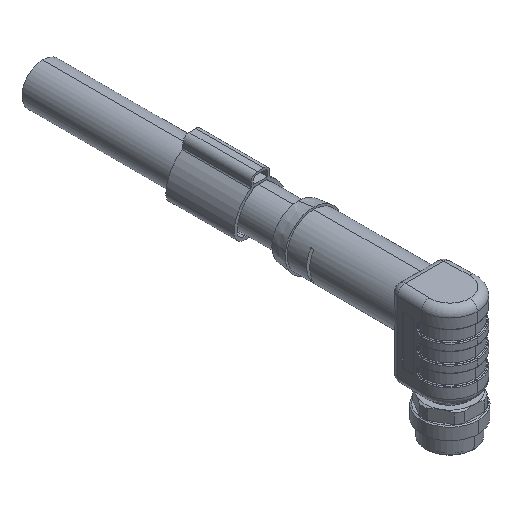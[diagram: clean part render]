
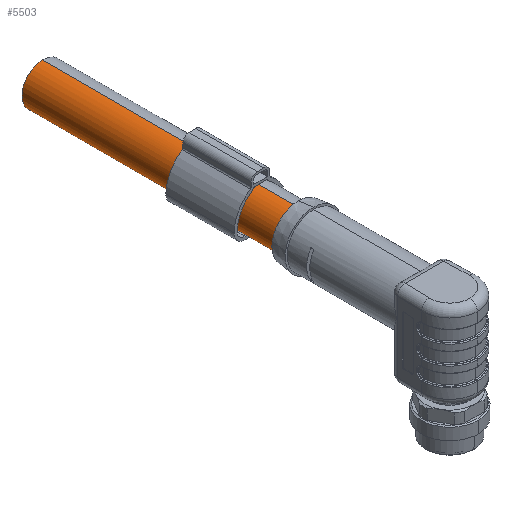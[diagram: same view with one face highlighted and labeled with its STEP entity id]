
A CAD part, isometric view. The second image highlights one B-rep face of the part: STEP entity #5503.
In plain terms, the highlighted cylindrical face has radius 5.5 mm (diameter 11 mm), a partial arc.
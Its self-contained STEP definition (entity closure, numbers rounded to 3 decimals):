
#5481=AXIS2_PLACEMENT_3D('Cylinder Axis2P3D',#5478,#5479,#5480) ;
#5485=AXIS2_PLACEMENT_3D('Circle Axis2P3D',#5483,#5484,$) ;
#5492=AXIS2_PLACEMENT_3D('Circle Axis2P3D',#5490,#5491,$) ;
#5331=CARTESIAN_POINT('Vertex',(7.441,47.5,33.2)) ;
#5335=CARTESIAN_POINT('Control Point',(7.441,47.5,33.2)) ;
#5336=CARTESIAN_POINT('Control Point',(6.878,47.5,33.194)) ;
#5337=CARTESIAN_POINT('Control Point',(6.317,47.5,33.116)) ;
#5338=CARTESIAN_POINT('Control Point',(5.768,47.5,32.966)) ;
#5339=CARTESIAN_POINT('Control Point',(4.71,47.5,32.525)) ;
#5340=CARTESIAN_POINT('Control Point',(3.798,47.5,31.829)) ;
#5341=CARTESIAN_POINT('Control Point',(3.386,47.5,31.419)) ;
#5342=CARTESIAN_POINT('Control Point',(2.68,47.5,30.501)) ;
#5343=CARTESIAN_POINT('Control Point',(2.232,47.5,29.432)) ;
#5344=CARTESIAN_POINT('Control Point',(2.08,47.5,28.871)) ;
#5345=CARTESIAN_POINT('Control Point',(1.925,47.5,27.723)) ;
#5346=CARTESIAN_POINT('Control Point',(2.07,47.5,26.573)) ;
#5347=CARTESIAN_POINT('Control Point',(2.218,47.5,26.011)) ;
#5348=CARTESIAN_POINT('Control Point',(2.657,47.5,24.939)) ;
#5349=CARTESIAN_POINT('Control Point',(3.356,47.5,24.015)) ;
#5350=CARTESIAN_POINT('Control Point',(3.764,47.5,23.602)) ;
#5351=CARTESIAN_POINT('Control Point',(4.68,47.5,22.891)) ;
#5352=CARTESIAN_POINT('Control Point',(5.747,47.5,22.439)) ;
#5353=CARTESIAN_POINT('Control Point',(6.307,47.5,22.285)) ;
#5354=CARTESIAN_POINT('Control Point',(6.89,47.5,22.204)) ;
#5355=CARTESIAN_POINT('Control Point',(7.473,47.5,22.2)) ;
#5356=CARTESIAN_POINT('Control Point',(7.482,47.5,22.2)) ;
#5357=CARTESIAN_POINT('Control Point',(7.491,47.5,22.2)) ;
#5358=CARTESIAN_POINT('Control Point',(7.5,47.5,22.2)) ;
#5359=CARTESIAN_POINT('Vertex',(7.5,47.5,22.2)) ;
#5363=CARTESIAN_POINT('Control Point',(7.5,47.5,22.2)) ;
#5364=CARTESIAN_POINT('Control Point',(7.512,47.5,22.2)) ;
#5365=CARTESIAN_POINT('Control Point',(7.524,47.5,22.2)) ;
#5366=CARTESIAN_POINT('Control Point',(7.535,47.5,22.2)) ;
#5367=CARTESIAN_POINT('Control Point',(7.547,47.5,22.2)) ;
#5368=CARTESIAN_POINT('Control Point',(7.559,47.5,22.2)) ;
#5369=CARTESIAN_POINT('Vertex',(7.559,47.5,22.2)) ;
#5443=CARTESIAN_POINT('Line Origine',(7.441,135.001,33.2)) ;
#5447=CARTESIAN_POINT('Vertex',(7.441,115.001,33.2)) ;
#5450=CARTESIAN_POINT('Line Origine',(7.559,135.001,22.2)) ;
#5454=CARTESIAN_POINT('Vertex',(7.559,115.001,22.2)) ;
#5478=CARTESIAN_POINT('Axis2P3D Location',(7.5,135.001,27.7)) ;
#5483=CARTESIAN_POINT('Axis2P3D Location',(7.5,115.001,27.7)) ;
#5487=CARTESIAN_POINT('Vertex',(2.,115.001,27.641)) ;
#5490=CARTESIAN_POINT('Axis2P3D Location',(7.5,115.001,27.7)) ;
#5444=DIRECTION('Vector Direction',(0.,-1.,0.)) ;
#5451=DIRECTION('Vector Direction',(0.,-1.,0.)) ;
#5479=DIRECTION('Axis2P3D Direction',(0.,-1.,0.)) ;
#5480=DIRECTION('Axis2P3D XDirection',(-0.011,0.,1.)) ;
#5484=DIRECTION('Axis2P3D Direction',(0.,-1.,0.)) ;
#5491=DIRECTION('Axis2P3D Direction',(0.,-1.,0.)) ;
#5445=VECTOR('Line Direction',#5444,1.) ;
#5452=VECTOR('Line Direction',#5451,1.) ;
#5496=ORIENTED_EDGE('',*,*,#5456,.T.) ;
#5497=ORIENTED_EDGE('',*,*,#5371,.F.) ;
#5498=ORIENTED_EDGE('',*,*,#5361,.F.) ;
#5499=ORIENTED_EDGE('',*,*,#5449,.T.) ;
#5500=ORIENTED_EDGE('',*,*,#5489,.F.) ;
#5501=ORIENTED_EDGE('',*,*,#5494,.F.) ;
#5503=ADVANCED_FACE('Hauptk\X2\00F6\X0\rper',(#5502),#5482,.T.) ;
#5334=B_SPLINE_CURVE_WITH_KNOTS('',5,(#5335,#5336,#5337,#5338,#5339,#5340,#5341,#5342,#5343,#5344,#5345,#5346,#5347,#5348,#5349,#5350,#5351,#5352,#5353,#5354,#5355,#5356,#5357,#5358),.UNSPECIFIED.,.F.,.U.,(6,3,3,3,3,3,3,6),(0.083,4.062,8.124,12.186,16.248,20.31,24.372,24.436),.UNSPECIFIED.) ;
#5362=B_SPLINE_CURVE_WITH_KNOTS('',5,(#5363,#5364,#5365,#5366,#5367,#5368),.UNSPECIFIED.,.F.,.U.,(6,6),(0.,0.083),.UNSPECIFIED.) ;
#5486=CIRCLE('generated circle',#5485,5.5) ;
#5493=CIRCLE('generated circle',#5492,5.5) ;
#5482=CYLINDRICAL_SURFACE('generated cylinder',#5481,5.5) ;
#5361=EDGE_CURVE('',#5332,#5360,#5334,.T.) ;
#5371=EDGE_CURVE('',#5360,#5370,#5362,.T.) ;
#5449=EDGE_CURVE('',#5332,#5448,#5446,.F.) ;
#5456=EDGE_CURVE('',#5455,#5370,#5453,.T.) ;
#5489=EDGE_CURVE('',#5488,#5448,#5486,.F.) ;
#5494=EDGE_CURVE('',#5455,#5488,#5493,.F.) ;
#5495=EDGE_LOOP('',(#5496,#5497,#5498,#5499,#5500,#5501)) ;
#5502=FACE_OUTER_BOUND('',#5495,.T.) ;
#5446=LINE('Line',#5443,#5445) ;
#5453=LINE('Line',#5450,#5452) ;
#5332=VERTEX_POINT('',#5331) ;
#5360=VERTEX_POINT('',#5359) ;
#5370=VERTEX_POINT('',#5369) ;
#5448=VERTEX_POINT('',#5447) ;
#5455=VERTEX_POINT('',#5454) ;
#5488=VERTEX_POINT('',#5487) ;
